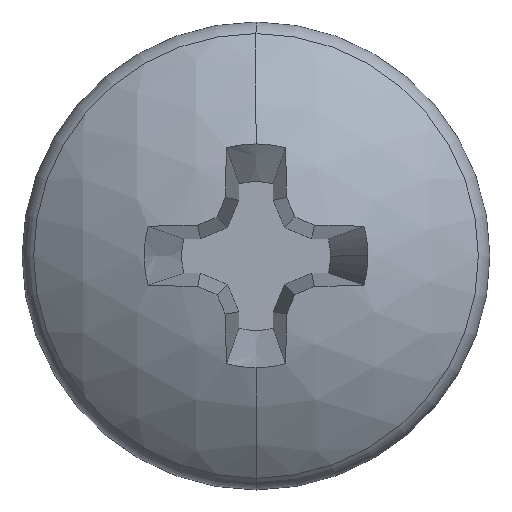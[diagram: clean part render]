
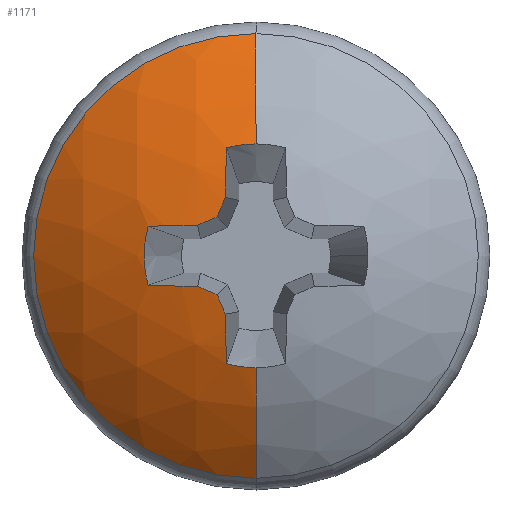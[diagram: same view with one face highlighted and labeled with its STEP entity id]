
A CAD part, top view. The second image highlights one B-rep face of the part: STEP entity #1171.
In plain terms, the highlighted spherical face has radius 4.35 mm.
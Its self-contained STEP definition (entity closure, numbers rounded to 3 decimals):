
#60 = VERTEX_POINT ( 'NONE', #1992 ) ;
#168 = AXIS2_PLACEMENT_3D ( 'NONE', #3164, #1637, #3398 ) ;
#174 = ORIENTED_EDGE ( 'NONE', *, *, #1255, .T. ) ;
#182 = ORIENTED_EDGE ( 'NONE', *, *, #1228, .T. ) ;
#190 = ORIENTED_EDGE ( 'NONE', *, *, #2233, .T. ) ;
#215 = DIRECTION ( 'NONE',  ( 0., 0., -1. ) ) ;
#257 = EDGE_LOOP ( 'NONE', ( #2366, #2520, #613, #831, #2437, #3148, #1162, #3505, #190, #174, #182, #3449, #3345, #2965 ) ) ;
#313 = VERTEX_POINT ( 'NONE', #1846 ) ;
#321 = VERTEX_POINT ( 'NONE', #1854 ) ;
#338 = DIRECTION ( 'NONE',  ( 0., 1., 0. ) ) ;
#363 = DIRECTION ( 'NONE',  ( -0.92, -0.381, -0.087 ) ) ;
#380 = CIRCLE ( 'NONE', #978, 4.35 ) ;
#404 = CARTESIAN_POINT ( 'NONE',  ( 0., -2.851, 5.335 ) ) ;
#430 = CIRCLE ( 'NONE', #1717, 1.435 ) ;
#432 = DIRECTION ( 'NONE',  ( -0.996, 0., -0.087 ) ) ;
#457 = VERTEX_POINT ( 'NONE', #1002 ) ;
#477 = CIRCLE ( 'NONE', #2177, 4.341 ) ;
#478 = DIRECTION ( 'NONE',  ( -0.381, 0.92, -0.087 ) ) ;
#514 = DIRECTION ( 'NONE',  ( 0., -1., 0. ) ) ;
#518 = EDGE_CURVE ( 'NONE', #2918, #321, #477, .T. ) ;
#542 = CARTESIAN_POINT ( 'NONE',  ( -0.749, -0.393, 6.317 ) ) ;
#571 = CARTESIAN_POINT ( 'NONE',  ( -0.379, 1.384, 6.157 ) ) ;
#585 = AXIS2_PLACEMENT_3D ( 'NONE', #2568, #937, #2822 ) ;
#586 = AXIS2_PLACEMENT_3D ( 'NONE', #2054, #363, #2320 ) ;
#597 = AXIS2_PLACEMENT_3D ( 'NONE', #2486, #846, #2741 ) ;
#613 = ORIENTED_EDGE ( 'NONE', *, *, #971, .F. ) ;
#655 = CIRCLE ( 'NONE', #3483, 1.435 ) ;
#666 = DIRECTION ( 'NONE',  ( -1., 0., 0. ) ) ;
#752 = CARTESIAN_POINT ( 'NONE',  ( -0.019, 0., 2.048 ) ) ;
#828 = AXIS2_PLACEMENT_3D ( 'NONE', #752, #2653, #1033 ) ;
#831 = ORIENTED_EDGE ( 'NONE', *, *, #1430, .F. ) ;
#840 = VERTEX_POINT ( 'NONE', #1607 ) ;
#846 = DIRECTION ( 'NONE',  ( 0., 0., -1. ) ) ;
#879 = AXIS2_PLACEMENT_3D ( 'NONE', #2128, #432, #2381 ) ;
#911 = EDGE_CURVE ( 'NONE', #2200, #3370, #430, .T. ) ;
#917 = AXIS2_PLACEMENT_3D ( 'NONE', #2337, #666, #2577 ) ;
#937 = DIRECTION ( 'NONE',  ( 0., -0.996, -0.087 ) ) ;
#971 = EDGE_CURVE ( 'NONE', #1309, #313, #2805, .T. ) ;
#977 = VERTEX_POINT ( 'NONE', #1966 ) ;
#978 = AXIS2_PLACEMENT_3D ( 'NONE', #2725, #1126, #2981 ) ;
#1002 = CARTESIAN_POINT ( 'NONE',  ( 0., 1.435, 6.157 ) ) ;
#1033 = DIRECTION ( 'NONE',  ( 0.087, 0., -0.996 ) ) ;
#1073 = CARTESIAN_POINT ( 'NONE',  ( 0., 0., 2.05 ) ) ;
#1126 = DIRECTION ( 'NONE',  ( 1., 0., 0. ) ) ;
#1138 = EDGE_CURVE ( 'NONE', #3370, #3066, #2936, .T. ) ;
#1142 = EDGE_CURVE ( 'NONE', #60, #2780, #2266, .T. ) ;
#1143 = EDGE_CURVE ( 'NONE', #840, #2918, #1568, .T. ) ;
#1162 = ORIENTED_EDGE ( 'NONE', *, *, #1278, .T. ) ;
#1171 = ADVANCED_FACE ( 'NONE', ( #3493 ), #3422, .T. ) ;
#1210 = AXIS2_PLACEMENT_3D ( 'NONE', #3519, #2029, #338 ) ;
#1228 = EDGE_CURVE ( 'NONE', #977, #840, #1928, .T. ) ;
#1249 = CARTESIAN_POINT ( 'NONE',  ( 0., 0., 6.157 ) ) ;
#1255 = EDGE_CURVE ( 'NONE', #3514, #977, #3133, .T. ) ;
#1278 = EDGE_CURVE ( 'NONE', #3066, #60, #2385, .T. ) ;
#1309 = VERTEX_POINT ( 'NONE', #404 ) ;
#1402 = AXIS2_PLACEMENT_3D ( 'NONE', #2172, #478, #2419 ) ;
#1430 = EDGE_CURVE ( 'NONE', #2200, #1309, #380, .T. ) ;
#1459 = CARTESIAN_POINT ( 'NONE',  ( 0., 0.019, 2.048 ) ) ;
#1514 = EDGE_CURVE ( 'NONE', #457, #313, #2163, .T. ) ;
#1522 = EDGE_CURVE ( 'NONE', #3373, #457, #655, .T. ) ;
#1554 = DIRECTION ( 'NONE',  ( -1., 0., 0. ) ) ;
#1559 = AXIS2_PLACEMENT_3D ( 'NONE', #1459, #3252, #1732 ) ;
#1568 = CIRCLE ( 'NONE', #1402, 4.341 ) ;
#1571 = EDGE_CURVE ( 'NONE', #321, #3373, #2666, .T. ) ;
#1607 = CARTESIAN_POINT ( 'NONE',  ( -0.749, 0.393, 6.317 ) ) ;
#1637 = DIRECTION ( 'NONE',  ( -0.381, -0.92, -0.087 ) ) ;
#1716 = CARTESIAN_POINT ( 'NONE',  ( -0.499, 0.499, 6.342 ) ) ;
#1717 = AXIS2_PLACEMENT_3D ( 'NONE', #1918, #215, #2197 ) ;
#1732 = DIRECTION ( 'NONE',  ( 0., -0.087, -0.996 ) ) ;
#1846 = CARTESIAN_POINT ( 'NONE',  ( 0., 2.851, 5.335 ) ) ;
#1854 = CARTESIAN_POINT ( 'NONE',  ( -0.393, 0.749, 6.317 ) ) ;
#1918 = CARTESIAN_POINT ( 'NONE',  ( 0., 0., 6.157 ) ) ;
#1923 = CARTESIAN_POINT ( 'NONE',  ( -0.393, -0.749, 6.317 ) ) ;
#1928 = CIRCLE ( 'NONE', #1559, 4.35 ) ;
#1966 = CARTESIAN_POINT ( 'NONE',  ( -1.384, 0.379, 6.157 ) ) ;
#1992 = CARTESIAN_POINT ( 'NONE',  ( -0.499, -0.499, 6.342 ) ) ;
#2029 = DIRECTION ( 'NONE',  ( 0., 0., -1. ) ) ;
#2046 = AXIS2_PLACEMENT_3D ( 'NONE', #1073, #2202, #514 ) ;
#2054 = CARTESIAN_POINT ( 'NONE',  ( -0.253, -0.105, 2.026 ) ) ;
#2128 = CARTESIAN_POINT ( 'NONE',  ( -0.019, 0., 2.048 ) ) ;
#2163 = CIRCLE ( 'NONE', #917, 4.35 ) ;
#2172 = CARTESIAN_POINT ( 'NONE',  ( -0.105, 0.253, 2.026 ) ) ;
#2177 = AXIS2_PLACEMENT_3D ( 'NONE', #2738, #3158, #2901 ) ;
#2197 = DIRECTION ( 'NONE',  ( -1., 0., 0. ) ) ;
#2200 = VERTEX_POINT ( 'NONE', #2306 ) ;
#2202 = DIRECTION ( 'NONE',  ( -1., 0., 0. ) ) ;
#2233 = EDGE_CURVE ( 'NONE', #2780, #3514, #3316, .T. ) ;
#2251 = CARTESIAN_POINT ( 'NONE',  ( -0.379, -1.384, 6.157 ) ) ;
#2258 = CARTESIAN_POINT ( 'NONE',  ( -1.384, -0.379, 6.157 ) ) ;
#2266 = CIRCLE ( 'NONE', #168, 4.341 ) ;
#2306 = CARTESIAN_POINT ( 'NONE',  ( 0., -1.435, 6.157 ) ) ;
#2320 = DIRECTION ( 'NONE',  ( -0.383, 0.924, 0. ) ) ;
#2337 = CARTESIAN_POINT ( 'NONE',  ( 0., 0., 2.05 ) ) ;
#2366 = ORIENTED_EDGE ( 'NONE', *, *, #1522, .T. ) ;
#2381 = DIRECTION ( 'NONE',  ( 0.087, 0., -0.996 ) ) ;
#2385 = CIRCLE ( 'NONE', #586, 4.341 ) ;
#2419 = DIRECTION ( 'NONE',  ( 0.924, 0.383, 0. ) ) ;
#2437 = ORIENTED_EDGE ( 'NONE', *, *, #911, .T. ) ;
#2486 = CARTESIAN_POINT ( 'NONE',  ( 0., 0., 5.335 ) ) ;
#2520 = ORIENTED_EDGE ( 'NONE', *, *, #1514, .T. ) ;
#2568 = CARTESIAN_POINT ( 'NONE',  ( 0., -0.019, 2.048 ) ) ;
#2577 = DIRECTION ( 'NONE',  ( 0., -1., 0. ) ) ;
#2653 = DIRECTION ( 'NONE',  ( -0.996, 0., -0.087 ) ) ;
#2666 = CIRCLE ( 'NONE', #879, 4.35 ) ;
#2725 = CARTESIAN_POINT ( 'NONE',  ( 0., 0., 2.05 ) ) ;
#2738 = CARTESIAN_POINT ( 'NONE',  ( -0.253, 0.105, 2.026 ) ) ;
#2741 = DIRECTION ( 'NONE',  ( 0., 1., 0. ) ) ;
#2780 = VERTEX_POINT ( 'NONE', #542 ) ;
#2805 = CIRCLE ( 'NONE', #597, 2.851 ) ;
#2822 = DIRECTION ( 'NONE',  ( 0., -0.087, 0.996 ) ) ;
#2901 = DIRECTION ( 'NONE',  ( 0.383, 0.924, 0. ) ) ;
#2918 = VERTEX_POINT ( 'NONE', #1716 ) ;
#2936 = CIRCLE ( 'NONE', #828, 4.35 ) ;
#2965 = ORIENTED_EDGE ( 'NONE', *, *, #1571, .T. ) ;
#2981 = DIRECTION ( 'NONE',  ( 0., 0., -1. ) ) ;
#3066 = VERTEX_POINT ( 'NONE', #1923 ) ;
#3088 = DIRECTION ( 'NONE',  ( 0., 0., -1. ) ) ;
#3133 = CIRCLE ( 'NONE', #1210, 1.435 ) ;
#3148 = ORIENTED_EDGE ( 'NONE', *, *, #1138, .T. ) ;
#3158 = DIRECTION ( 'NONE',  ( -0.92, 0.381, -0.087 ) ) ;
#3164 = CARTESIAN_POINT ( 'NONE',  ( -0.105, -0.253, 2.026 ) ) ;
#3252 = DIRECTION ( 'NONE',  ( 0., 0.996, -0.087 ) ) ;
#3316 = CIRCLE ( 'NONE', #585, 4.35 ) ;
#3345 = ORIENTED_EDGE ( 'NONE', *, *, #518, .T. ) ;
#3370 = VERTEX_POINT ( 'NONE', #2251 ) ;
#3373 = VERTEX_POINT ( 'NONE', #571 ) ;
#3398 = DIRECTION ( 'NONE',  ( -0.924, 0.383, 0. ) ) ;
#3422 = SPHERICAL_SURFACE ( 'NONE', #2046, 4.35 ) ;
#3449 = ORIENTED_EDGE ( 'NONE', *, *, #1143, .T. ) ;
#3483 = AXIS2_PLACEMENT_3D ( 'NONE', #1249, #3088, #1554 ) ;
#3493 = FACE_OUTER_BOUND ( 'NONE', #257, .T. ) ;
#3505 = ORIENTED_EDGE ( 'NONE', *, *, #1142, .T. ) ;
#3514 = VERTEX_POINT ( 'NONE', #2258 ) ;
#3519 = CARTESIAN_POINT ( 'NONE',  ( 0., 0., 6.157 ) ) ;
